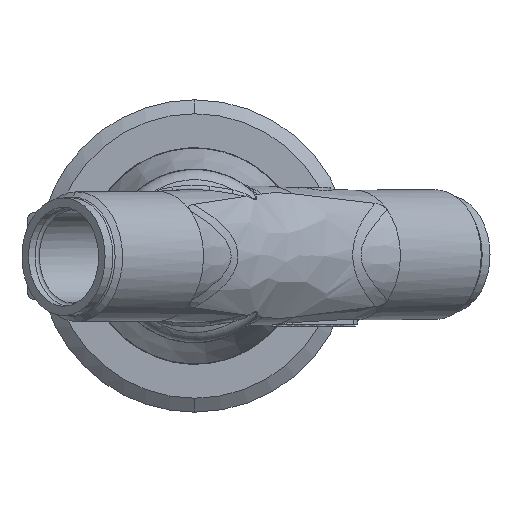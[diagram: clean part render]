
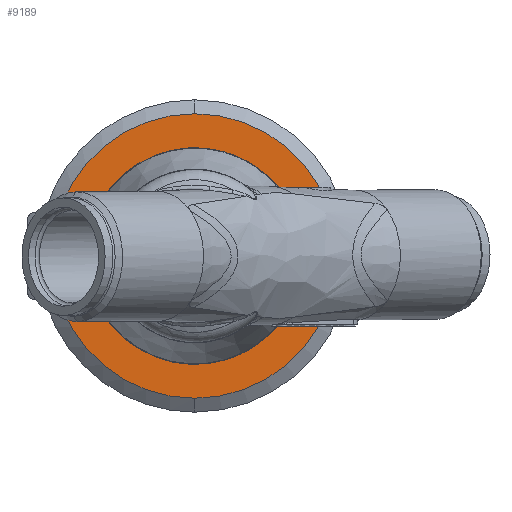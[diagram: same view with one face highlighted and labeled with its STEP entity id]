
A CAD part, front view. The second image highlights one B-rep face of the part: STEP entity #9189.
In plain terms, the highlighted planar face has unit normal (0, -1, 0).
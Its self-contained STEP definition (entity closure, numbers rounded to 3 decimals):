
#238 = AXIS2_PLACEMENT_3D ( 'NONE', #6494, #12778, #13873 ) ;
#370 = EDGE_LOOP ( 'NONE', ( #13548, #4008 ) ) ;
#503 = AXIS2_PLACEMENT_3D ( 'NONE', #10034, #1544, #1592 ) ;
#690 = VERTEX_POINT ( 'NONE', #13349 ) ;
#1544 = DIRECTION ( 'NONE',  ( 0., -1., 0. ) ) ;
#1592 = DIRECTION ( 'NONE',  ( 0., 0., -1. ) ) ;
#1897 = CARTESIAN_POINT ( 'NONE',  ( 0., 0., 0. ) ) ;
#2160 = VERTEX_POINT ( 'NONE', #4451 ) ;
#2344 = DIRECTION ( 'NONE',  ( 0., 0., -1. ) ) ;
#2604 = ORIENTED_EDGE ( 'NONE', *, *, #6024, .T. ) ;
#3316 = CIRCLE ( 'NONE', #238, 23. ) ;
#3371 = AXIS2_PLACEMENT_3D ( 'NONE', #4574, #9942, #2344 ) ;
#3439 = EDGE_CURVE ( 'NONE', #7121, #12654, #6076, .T. ) ;
#3873 = EDGE_CURVE ( 'NONE', #12654, #7121, #13154, .T. ) ;
#4008 = ORIENTED_EDGE ( 'NONE', *, *, #3873, .F. ) ;
#4027 = DIRECTION ( 'NONE',  ( 0., -1., 0. ) ) ;
#4451 = CARTESIAN_POINT ( 'NONE',  ( 0., 0., -23. ) ) ;
#4574 = CARTESIAN_POINT ( 'NONE',  ( 0., 0., 0. ) ) ;
#5285 = CARTESIAN_POINT ( 'NONE',  ( 0., 0., -13.5 ) ) ;
#6024 = EDGE_CURVE ( 'NONE', #690, #2160, #7379, .T. ) ;
#6076 = CIRCLE ( 'NONE', #10424, 13.5 ) ;
#6284 = DIRECTION ( 'NONE',  ( 0., -1., 0. ) ) ;
#6315 = AXIS2_PLACEMENT_3D ( 'NONE', #8450, #6284, #9534 ) ;
#6494 = CARTESIAN_POINT ( 'NONE',  ( 0., 0., 0. ) ) ;
#6657 = EDGE_LOOP ( 'NONE', ( #2604, #11105 ) ) ;
#7121 = VERTEX_POINT ( 'NONE', #5285 ) ;
#7159 = EDGE_CURVE ( 'NONE', #2160, #690, #3316, .T. ) ;
#7379 = CIRCLE ( 'NONE', #503, 23. ) ;
#8257 = DIRECTION ( 'NONE',  ( 0., 0., -1. ) ) ;
#8450 = CARTESIAN_POINT ( 'NONE',  ( 0., 0., 0. ) ) ;
#9189 = ADVANCED_FACE ( 'NONE', ( #13244, #10384 ), #13925, .T. ) ;
#9534 = DIRECTION ( 'NONE',  ( 0., 0., -1. ) ) ;
#9942 = DIRECTION ( 'NONE',  ( 0., -1., 0. ) ) ;
#10034 = CARTESIAN_POINT ( 'NONE',  ( 0., 0., 0. ) ) ;
#10384 = FACE_BOUND ( 'NONE', #370, .T. ) ;
#10424 = AXIS2_PLACEMENT_3D ( 'NONE', #1897, #4027, #8257 ) ;
#10474 = CARTESIAN_POINT ( 'NONE',  ( 0., 0., 13.5 ) ) ;
#11105 = ORIENTED_EDGE ( 'NONE', *, *, #7159, .T. ) ;
#12654 = VERTEX_POINT ( 'NONE', #10474 ) ;
#12778 = DIRECTION ( 'NONE',  ( 0., -1., 0. ) ) ;
#13154 = CIRCLE ( 'NONE', #3371, 13.5 ) ;
#13244 = FACE_OUTER_BOUND ( 'NONE', #6657, .T. ) ;
#13349 = CARTESIAN_POINT ( 'NONE',  ( 0., 0., 23. ) ) ;
#13548 = ORIENTED_EDGE ( 'NONE', *, *, #3439, .F. ) ;
#13873 = DIRECTION ( 'NONE',  ( 0., 0., -1. ) ) ;
#13925 = PLANE ( 'NONE',  #6315 ) ;
